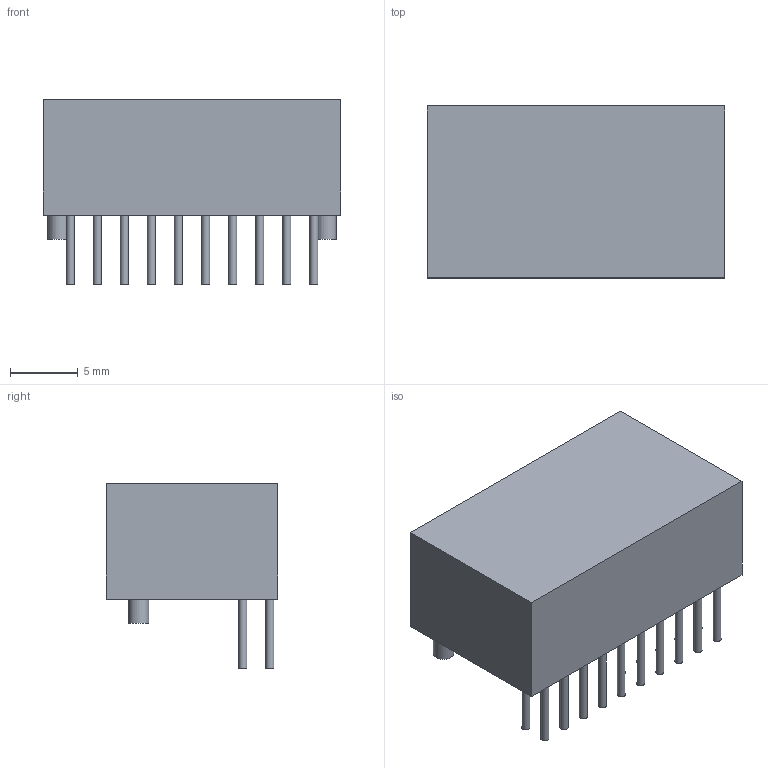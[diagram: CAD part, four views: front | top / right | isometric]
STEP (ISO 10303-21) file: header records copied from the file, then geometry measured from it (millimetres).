
FILE_DESCRIPTION(('FreeCAD Model'),'2;1');
FILE_NAME('407160.1.3.stp','2020-09-07T14:55:32',( 'Author'),(''),'Open CASCADE STEP processor 6.9','FreeCAD','Unknown' );
FILE_SCHEMA(('AUTOMOTIVE_DESIGN { 1 0 10303 214 1 1 1 1 }'));
Length unit declared in the file: millimetre
Products named in the file (4): ASSEMBLY; Body; Lugs; Leads
Assembly tree (45 placements, depth 2):
  ASSEMBLY
    Body
    Lugs  x22
    Leads  x22
Bounding box: 22 x 12.7 x 13.6 mm (x, y, z)
Volume: 3149.3 mm3; surface area: 6156.1 mm2
Topology: 485 solids, 485 shells, 1458 faces, 1464 edges, 976 vertices
Faces by surface type: plane 974, cylinder 484
Full cylindrical faces by diameter (mm): 0.6 x440, 1.5 x44
Entity records: 2948 total; most frequent: DIRECTION 514, CARTESIAN_POINT 404, AXIS2_PLACEMENT_3D 162, ORIENTED_EDGE 156, PCURVE 156, DEFINITIONAL_REPRESENTATION 156, LINE 146, VECTOR 146
